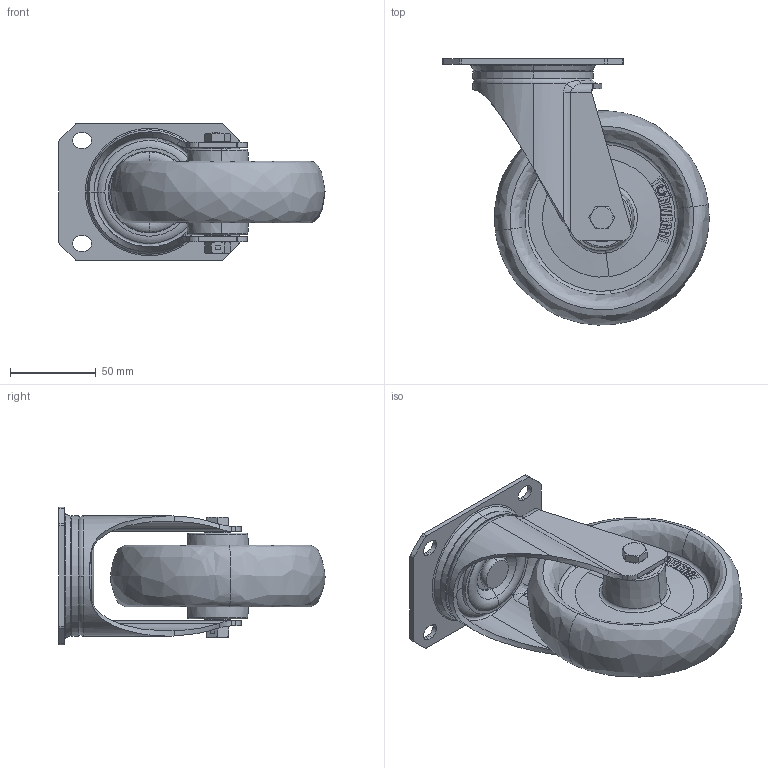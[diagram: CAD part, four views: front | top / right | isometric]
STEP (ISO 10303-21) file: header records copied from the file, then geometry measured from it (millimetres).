
FILE_DESCRIPTION (( 'STEP AP214' ), '1' );
FILE_NAME ('0056075.step', '2023-06-26T06:47:02', ( '' ), ( '' ), 'SwSTEP 2.0', 'SolidWorks 2020', '' );
FILE_SCHEMA (( 'AUTOMOTIVE_DESIGN' ));
Length unit declared in the file: millimetre
Products named in the file (1): 0056075
Bounding box: 154.99 x 154.94 x 80 mm (x, y, z)
Volume: 330291.6 mm3; surface area: 118780.6 mm2
Topology: 9 solids, 9 shells, 488 faces, 1155 edges, 719 vertices
Faces by surface type: plane 196, torus 90, cylinder 87, bspline 59, cone 56
Entity records: 22939 total; most frequent: CARTESIAN_POINT 6374, ORIENTED_EDGE 2310, DIRECTION 2262, EDGE_CURVE 1155, AXIS2_PLACEMENT_3D 859, VERTEX_POINT 719, EDGE_LOOP 548, VECTOR 544
